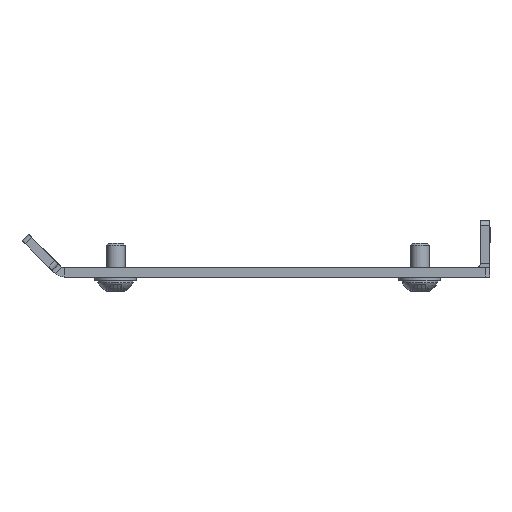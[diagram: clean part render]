
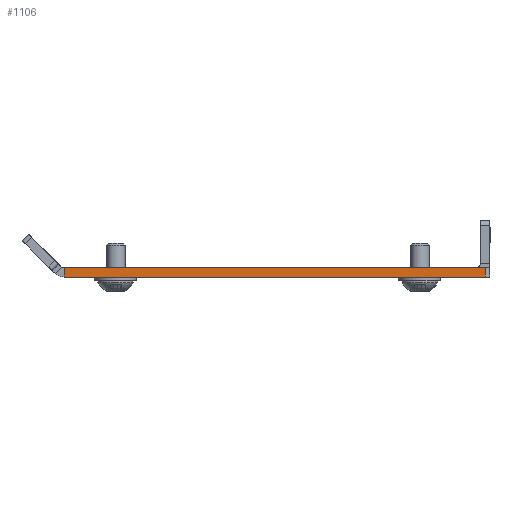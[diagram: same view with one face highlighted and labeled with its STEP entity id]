
A CAD part, left-side view. The second image highlights one B-rep face of the part: STEP entity #1106.
In plain terms, the highlighted planar face has unit normal (-1, 0, 0).
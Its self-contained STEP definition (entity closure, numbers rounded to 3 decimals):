
#83 = CARTESIAN_POINT ( 'NONE',  ( -272.5, -44.5, 2. ) ) ;
#108 = CARTESIAN_POINT ( 'NONE',  ( -272.5, 45.5, 0. ) ) ;
#271 = VERTEX_POINT ( 'NONE', #108 ) ;
#278 = LINE ( 'NONE', #1253, #692 ) ;
#369 = AXIS2_PLACEMENT_3D ( 'NONE', #3058, #1368, #1383 ) ;
#414 = PLANE ( 'NONE',  #369 ) ;
#486 = CARTESIAN_POINT ( 'NONE',  ( -272.5, 45.5, 2. ) ) ;
#552 = CARTESIAN_POINT ( 'NONE',  ( -272.5, -45.5, 2. ) ) ;
#658 = VERTEX_POINT ( 'NONE', #83 ) ;
#692 = VECTOR ( 'NONE', #1937, 1000. ) ;
#764 = ORIENTED_EDGE ( 'NONE', *, *, #2637, .F. ) ;
#868 = CARTESIAN_POINT ( 'NONE',  ( -272.5, 45.5, 2. ) ) ;
#901 = CARTESIAN_POINT ( 'NONE',  ( -272.5, -44.5, 2. ) ) ;
#940 = VECTOR ( 'NONE', #2234, 1000. ) ;
#1088 = VECTOR ( 'NONE', #1527, 1000. ) ;
#1106 = ADVANCED_FACE ( 'NONE', ( #2799 ), #414, .F. ) ;
#1108 = LINE ( 'NONE', #868, #1088 ) ;
#1215 = DIRECTION ( 'NONE',  ( 0., 0., 1. ) ) ;
#1253 = CARTESIAN_POINT ( 'NONE',  ( -272.5, -45.5, 0. ) ) ;
#1339 = ORIENTED_EDGE ( 'NONE', *, *, #2977, .T. ) ;
#1365 = ORIENTED_EDGE ( 'NONE', *, *, #2027, .T. ) ;
#1368 = DIRECTION ( 'NONE',  ( 1., 0., 0. ) ) ;
#1383 = DIRECTION ( 'NONE',  ( 0., 0., -1. ) ) ;
#1527 = DIRECTION ( 'NONE',  ( 0., 0., -1. ) ) ;
#1620 = VERTEX_POINT ( 'NONE', #486 ) ;
#1625 = VECTOR ( 'NONE', #1215, 1000. ) ;
#1937 = DIRECTION ( 'NONE',  ( 0., -1., 0. ) ) ;
#2027 = EDGE_CURVE ( 'NONE', #3032, #658, #2550, .T. ) ;
#2234 = DIRECTION ( 'NONE',  ( 0., -1., 0. ) ) ;
#2297 = CARTESIAN_POINT ( 'NONE',  ( -272.5, -44.5, 0. ) ) ;
#2324 = ORIENTED_EDGE ( 'NONE', *, *, #2889, .T. ) ;
#2403 = EDGE_LOOP ( 'NONE', ( #2324, #1365, #764, #1339 ) ) ;
#2550 = LINE ( 'NONE', #901, #1625 ) ;
#2637 = EDGE_CURVE ( 'NONE', #1620, #658, #2694, .T. ) ;
#2694 = LINE ( 'NONE', #552, #940 ) ;
#2799 = FACE_OUTER_BOUND ( 'NONE', #2403, .T. ) ;
#2889 = EDGE_CURVE ( 'NONE', #271, #3032, #278, .T. ) ;
#2977 = EDGE_CURVE ( 'NONE', #1620, #271, #1108, .T. ) ;
#3032 = VERTEX_POINT ( 'NONE', #2297 ) ;
#3058 = CARTESIAN_POINT ( 'NONE',  ( -272.5, -45.5, 2. ) ) ;
